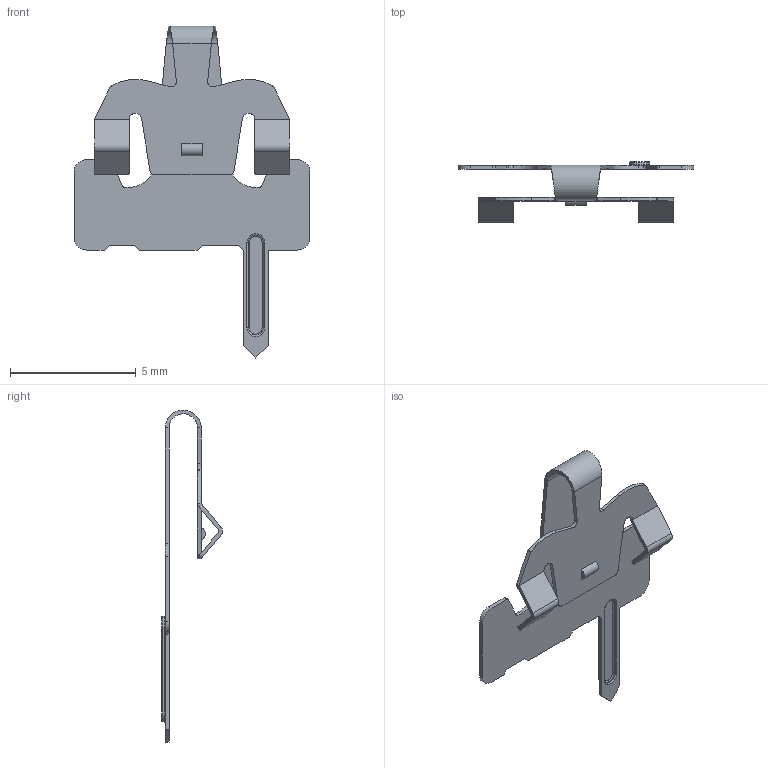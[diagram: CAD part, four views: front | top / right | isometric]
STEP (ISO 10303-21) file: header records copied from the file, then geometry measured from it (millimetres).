
FILE_DESCRIPTION(('FreeCAD Model'),'2;1');
FILE_NAME('Open CASCADE Shape Model','2023-06-26T19:00:03',(''),(''), 'Open CASCADE STEP processor 7.6','FreeCAD','Unknown');
FILE_SCHEMA(('AUTOMOTIVE_DESIGN { 1 0 10303 214 1 1 1 1 }'));
Length unit declared in the file: millimetre
Products named in the file (1): pin1
Bounding box: 9.4 x 2.42 x 13.22 mm (x, y, z)
Volume: 11.8 mm3; surface area: 169.2 mm2
Topology: 1 solids, 1 shells, 113 faces, 292 edges, 184 vertices
Faces by surface type: plane 58, cylinder 43, torus 8, bspline 4
Entity records: 3514 total; most frequent: CARTESIAN_POINT 678, DIRECTION 602, ORIENTED_EDGE 584, EDGE_CURVE 292, AXIS2_PLACEMENT_3D 204, LINE 194, VECTOR 194, VERTEX_POINT 184
